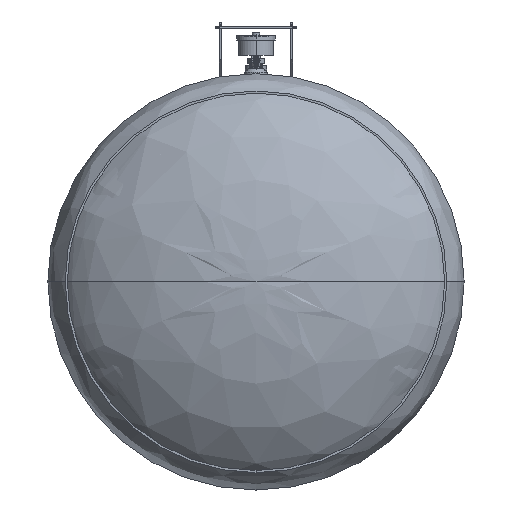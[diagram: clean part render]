
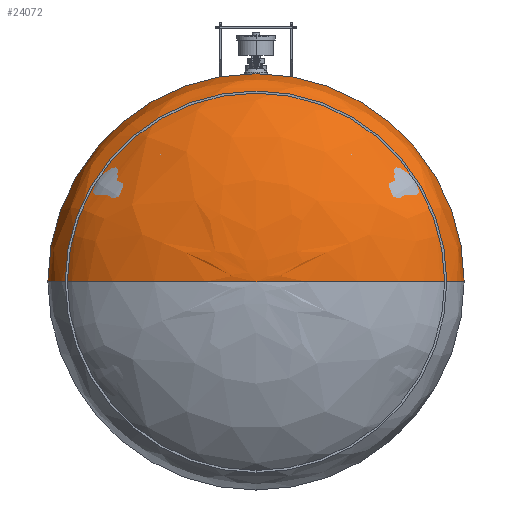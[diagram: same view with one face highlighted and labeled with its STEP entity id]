
A CAD part, front view. The second image highlights one B-rep face of the part: STEP entity #24072.
In plain terms, the highlighted free-form (B-spline) face has degree [3, 3] with [4, 4] control points.
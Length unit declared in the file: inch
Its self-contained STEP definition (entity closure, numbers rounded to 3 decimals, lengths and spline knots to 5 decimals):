
#3025 = CARTESIAN_POINT ( 'NONE',  ( 12., 0.56, 24. ) ) ;
#7393 = CARTESIAN_POINT ( 'NONE',  ( -12., 4.11836, 24. ) ) ;
#8138 = AXIS2_PLACEMENT_3D ( 'NONE', #12415, #16208, #11280 ) ;
#8296 = EDGE_CURVE ( 'NONE', #55936, #25930, #26650, .T. ) ;
#8466 = EDGE_CURVE ( 'NONE', #40563, #25930, #52183, .T. ) ;
#11092 = ORIENTED_EDGE ( 'NONE', *, *, #8466, .T. ) ;
#11183 = CARTESIAN_POINT ( 'NONE',  ( 12., 4.11836, 0. ) ) ;
#11280 = DIRECTION ( 'NONE',  ( 1., 0., 0. ) ) ;
#11750 = CARTESIAN_POINT ( 'NONE',  ( -7.02944, 6.6345, 0. ) ) ;
#11945 = ORIENTED_EDGE ( 'NONE', *, *, #37325, .F. ) ;
#12415 = CARTESIAN_POINT ( 'NONE',  ( 0., 0.56, 0. ) ) ;
#16112 = CARTESIAN_POINT ( 'NONE',  ( 0., 6.6345, 0. ) ) ;
#16208 = DIRECTION ( 'NONE',  ( 0., -1., 0. ) ) ;
#16685 = FACE_OUTER_BOUND ( 'NONE', #46461, .T. ) ;
#20746 = CARTESIAN_POINT ( 'NONE',  ( 0., 6.6345, 0. ) ) ;
#20748 = CARTESIAN_POINT ( 'NONE',  ( -12., 0.56, 24. ) ) ;
#24072 = ADVANCED_FACE ( 'NONE', ( #16685 ), #28401, .F. ) ;
#25101 = CARTESIAN_POINT ( 'NONE',  ( -12., 4.11836, 0. ) ) ;
#25930 = VERTEX_POINT ( 'NONE', #30702 ) ;
#25941 = CARTESIAN_POINT ( 'NONE',  ( 12., 4.11836, 0. ) ) ;
#26650 = CIRCLE ( 'NONE', #8138, 12. ) ;
#28401 =( BOUNDED_SURFACE ( )  B_SPLINE_SURFACE ( 3, 3, ( 
 ( #38182, #16112, #33823, #34400 ),
 ( #51001, #52145, #30048, #11750 ),
 ( #11183, #47194, #7393, #25101 ),
 ( #42822, #3025, #20748, #43384 ) ),
 .UNSPECIFIED., .F., .F., .T. ) 
 B_SPLINE_SURFACE_WITH_KNOTS ( ( 4, 4 ),
 ( 4, 4 ),
 ( 0., 1. ),
 ( 0., 1. ),
 .UNSPECIFIED. ) 
 GEOMETRIC_REPRESENTATION_ITEM ( )  RATIONAL_B_SPLINE_SURFACE ( (
 ( 1., 0.333, 0.333, 1.),
 ( 0.805, 0.268, 0.268, 0.805),
 ( 0.805, 0.268, 0.268, 0.805),
 ( 1., 0.333, 0.333, 1.) ) ) 
 REPRESENTATION_ITEM ( '' )  SURFACE ( )  );
#30048 = CARTESIAN_POINT ( 'NONE',  ( -7.02944, 6.6345, 14.05887 ) ) ;
#30099 = CARTESIAN_POINT ( 'NONE',  ( 12., 0.56, 0. ) ) ;
#30702 = CARTESIAN_POINT ( 'NONE',  ( -12., 0.56, 0. ) ) ;
#33823 = CARTESIAN_POINT ( 'NONE',  ( 0., 6.6345, 0. ) ) ;
#34400 = CARTESIAN_POINT ( 'NONE',  ( 0., 6.6345, 0. ) ) ;
#37325 = EDGE_CURVE ( 'NONE', #40563, #55936, #42471, .T. ) ;
#37998 = CARTESIAN_POINT ( 'NONE',  ( 0., 6.6345, 0. ) ) ;
#38182 = CARTESIAN_POINT ( 'NONE',  ( 0., 6.6345, 0. ) ) ;
#38564 = CARTESIAN_POINT ( 'NONE',  ( -12., 4.11836, 0. ) ) ;
#38785 = CARTESIAN_POINT ( 'NONE',  ( 0., 6.6345, 0. ) ) ;
#40563 = VERTEX_POINT ( 'NONE', #38785 ) ;
#42471 =( BOUNDED_CURVE ( )  B_SPLINE_CURVE ( 3, ( #20746, #43382, #25941, #57082 ),
 .UNSPECIFIED., .F., .T. ) 
 B_SPLINE_CURVE_WITH_KNOTS ( ( 4, 4 ),
 ( 1.5708, 3.14159 ),
 .UNSPECIFIED. ) 
 CURVE ( )  GEOMETRIC_REPRESENTATION_ITEM ( )  RATIONAL_B_SPLINE_CURVE ( ( 1., 0.805, 0.805, 1. ) ) 
 REPRESENTATION_ITEM ( '' )  );
#42822 = CARTESIAN_POINT ( 'NONE',  ( 12., 0.56, 0. ) ) ;
#43382 = CARTESIAN_POINT ( 'NONE',  ( 7.02944, 6.6345, 0. ) ) ;
#43384 = CARTESIAN_POINT ( 'NONE',  ( -12., 0.56, 0. ) ) ;
#46461 = EDGE_LOOP ( 'NONE', ( #11945, #11092, #54917 ) ) ;
#47194 = CARTESIAN_POINT ( 'NONE',  ( 12., 4.11836, 24. ) ) ;
#51001 = CARTESIAN_POINT ( 'NONE',  ( 7.02944, 6.6345, 0. ) ) ;
#52145 = CARTESIAN_POINT ( 'NONE',  ( 7.02944, 6.6345, 14.05887 ) ) ;
#52183 =( BOUNDED_CURVE ( )  B_SPLINE_CURVE ( 3, ( #37998, #55758, #38564, #56625 ),
 .UNSPECIFIED., .F., .T. ) 
 B_SPLINE_CURVE_WITH_KNOTS ( ( 4, 4 ),
 ( 1.5708, 3.14159 ),
 .UNSPECIFIED. ) 
 CURVE ( )  GEOMETRIC_REPRESENTATION_ITEM ( )  RATIONAL_B_SPLINE_CURVE ( ( 1., 0.805, 0.805, 1. ) ) 
 REPRESENTATION_ITEM ( '' )  );
#54917 = ORIENTED_EDGE ( 'NONE', *, *, #8296, .F. ) ;
#55758 = CARTESIAN_POINT ( 'NONE',  ( -7.02944, 6.6345, 0. ) ) ;
#55936 = VERTEX_POINT ( 'NONE', #30099 ) ;
#56625 = CARTESIAN_POINT ( 'NONE',  ( -12., 0.56, 0. ) ) ;
#57082 = CARTESIAN_POINT ( 'NONE',  ( 12., 0.56, 0. ) ) ;
